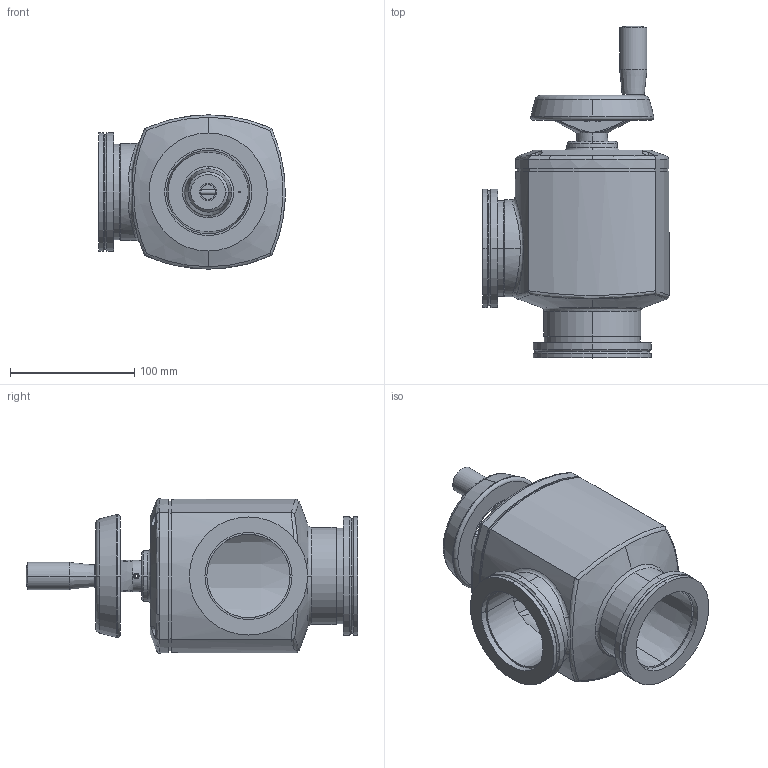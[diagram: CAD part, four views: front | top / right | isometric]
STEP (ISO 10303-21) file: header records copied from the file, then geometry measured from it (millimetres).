
FILE_DESCRIPTION((''),'2;1');
FILE_NAME('PFB12001.stp','2004-06-24T10:21:53',('KAA'),(''),'Autodesk Inventor (R) 6.0','Autodesk Inventor (R) 6.0','');
FILE_SCHEMA(('AUTOMOTIVE_DESIGN { 1 0 10303 214 1 1 1 1 }'));
Length unit declared in the file: millimetre
Products named in the file (1): PFB12001
Bounding box: 149.91 x 266.85 x 124 mm (x, y, z)
Volume: 828121 mm3; surface area: 208948.8 mm2
Topology: 11 solids, 11 shells, 379 faces, 939 edges, 586 vertices
Faces by surface type: plane 100, bspline 99, cylinder 94, cone 56, torus 28, sphere 2
Entity records: 26622 total; most frequent: CARTESIAN_POINT 17963, ORIENTED_EDGE 1842, DIRECTION 1797, EDGE_CURVE 921, AXIS2_PLACEMENT_3D 768, VERTEX_POINT 586, CIRCLE 479, EDGE_LOOP 423
